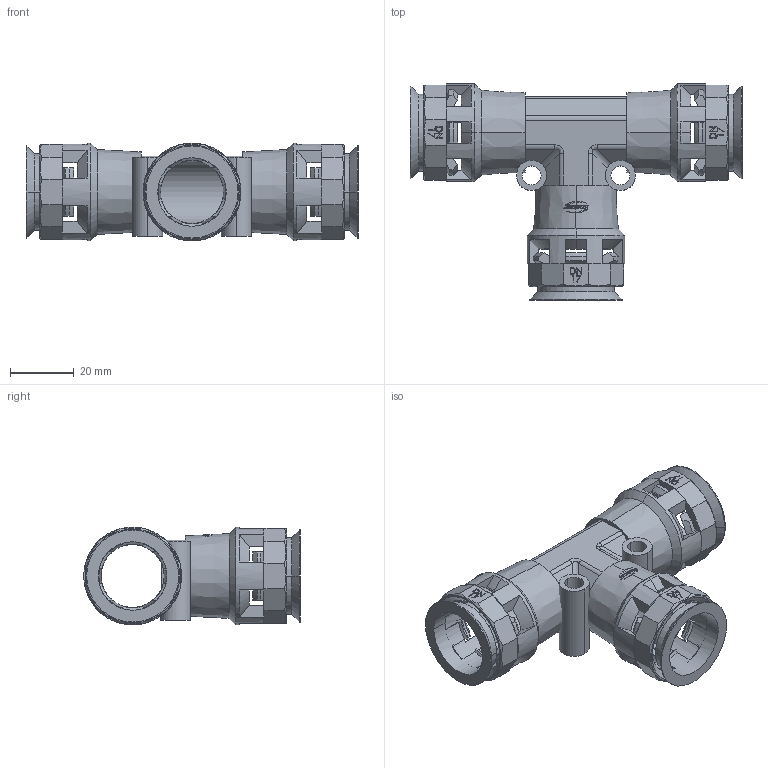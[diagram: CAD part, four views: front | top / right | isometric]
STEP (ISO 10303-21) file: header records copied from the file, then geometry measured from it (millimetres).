
FILE_DESCRIPTION (( 'STEP AP203' ), '1' );
FILE_NAME ('(TSD-171717-)_I3040_0026_03_0.STEP', '2012-06-20T05:43:24', ( 'Llorenç' ), ( '' ), 'SwSTEP 2.0', 'SolidWorks 2007', '' );
FILE_SCHEMA (( 'CONFIG_CONTROL_DESIGN' ));
Length unit declared in the file: millimetre
Products named in the file (1): (TSD-171717-)_I3040_0026_03_0
Bounding box: 104.56 x 68.18 x 30.8 mm (x, y, z)
Volume: 29231.4 mm3; surface area: 30255.3 mm2
Topology: 7 solids, 7 shells, 748 faces, 2070 edges, 1320 vertices
Faces by surface type: plane 342, cone 151, cylinder 137, bspline 118
Entity records: 27939 total; most frequent: CARTESIAN_POINT 9852, ORIENTED_EDGE 4140, DIRECTION 3241, EDGE_CURVE 2070, VERTEX_POINT 1320, AXIS2_PLACEMENT_3D 1126, LINE 989, VECTOR 989
